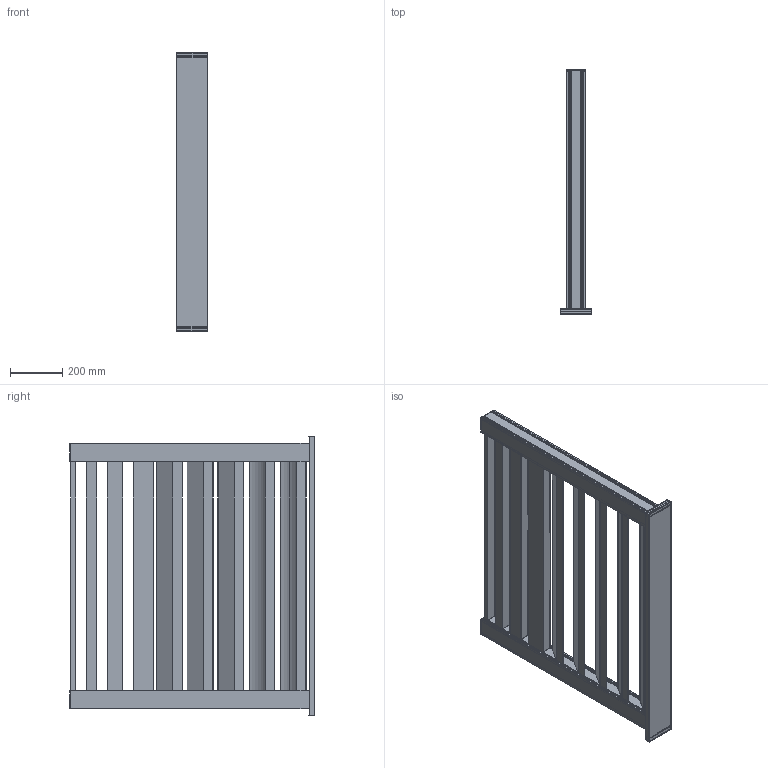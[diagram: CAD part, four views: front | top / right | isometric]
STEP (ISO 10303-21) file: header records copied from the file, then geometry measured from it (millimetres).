
FILE_DESCRIPTION (( 'STEP AP214' ), '1' );
FILE_NAME ('FG_SAMPLE-02.STEP', '2025-05-29T09:36:31', ( '' ), ( '' ), 'SwSTEP 2.0', 'SolidWorks 2019', '' );
FILE_SCHEMA (( 'AUTOMOTIVE_DESIGN' ));
Length unit declared in the file: millimetre
Products named in the file (18): Krytka pre tlac; FG_FP70x70-6000_915; FG_L1S20x105x40-6000_930; AL_RP4002-6000_Pribezna L; FG_S20_40x40; FG_SAMPLE-02; FG_S20_40x60; AL_RP4002-6000_Pociatocna R; FG_S20_20x40; FG_SC20x20-6000_Zaslepka laty 20x120; AL_RP6002-6000_915; AL_RP4002-6000_40; AL_RP4002-6000_Pociatocna L; AL_VP2005-6000_930; FG_S20_40x80; AL_RP4002-6000_Priebezna R; AL_RP4002-6000_915; Lata_120x20-1067
Assembly tree (38 placements, depth 2):
  FG_SAMPLE-02
    FG_FP70x70-6000_915  x2
    FG_S20_20x40
    FG_L1S20x105x40-6000_930  x2
    AL_VP2005-6000_930  x3
    FG_S20_40x40
    FG_S20_40x60
    FG_S20_40x80
    AL_RP6002-6000_915  x2
    AL_RP4002-6000_915  x2
    AL_RP4002-6000_Pociatocna L  x2
    AL_RP4002-6000_Pribezna L  x4
    AL_RP4002-6000_Pociatocna R  x2
    AL_RP4002-6000_Priebezna R  x4
    AL_RP4002-6000_40  x6
    Krytka pre tlac  x2
    FG_SC20x20-6000_Zaslepka laty 20x120  x2
    Lata_120x20-1067
Bounding box: 120.5 x 938.25 x 1069.6 mm (x, y, z)
Volume: 3992528.7 mm3; surface area: 6214254.3 mm2
Topology: 38 solids, 38 shells, 1978 faces, 5654 edges, 3764 vertices
Faces by surface type: cylinder 1144, plane 818, cone 16
Entity records: 30391 total; most frequent: CARTESIAN_POINT 5543, DIRECTION 5223, ORIENTED_EDGE 5102, EDGE_CURVE 2551, AXIS2_PLACEMENT_3D 1852, VERTEX_POINT 1698, LINE 1519, VECTOR 1519
